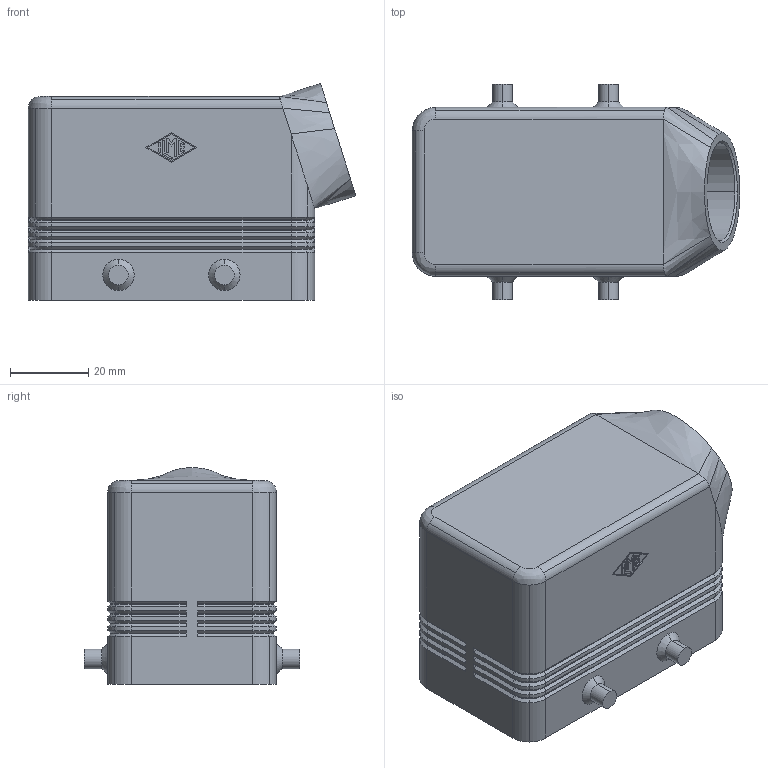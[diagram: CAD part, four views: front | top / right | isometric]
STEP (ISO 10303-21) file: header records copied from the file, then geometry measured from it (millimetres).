
FILE_DESCRIPTION((''),'2;1');
FILE_NAME('MHO 10.25.stp','2007-01-05T12:14:07',('gembarski'),(''),'Autodesk Inventor 7','Autodesk Inventor 7','');
FILE_SCHEMA(('AUTOMOTIVE_DESIGN { 1 0 10303 214 1 1 1 1 }'));
Length unit declared in the file: millimetre
Products named in the file (1): CHO Tüllengehäuse 2 Bügel für einen Einsatz
Bounding box: 83.49 x 55 x 55.3 mm (x, y, z)
Volume: 52461.3 mm3; surface area: 29353 mm2
Topology: 1 solids, 1 shells, 391 faces, 929 edges, 550 vertices
Faces by surface type: plane 146, cylinder 91, bspline 80, cone 70, torus 4
Entity records: 11923 total; most frequent: CARTESIAN_POINT 3053, ORIENTED_EDGE 1842, DIRECTION 1829, EDGE_CURVE 921, AXIS2_PLACEMENT_3D 610, VECTOR 609, LINE 609, VERTEX_POINT 550
